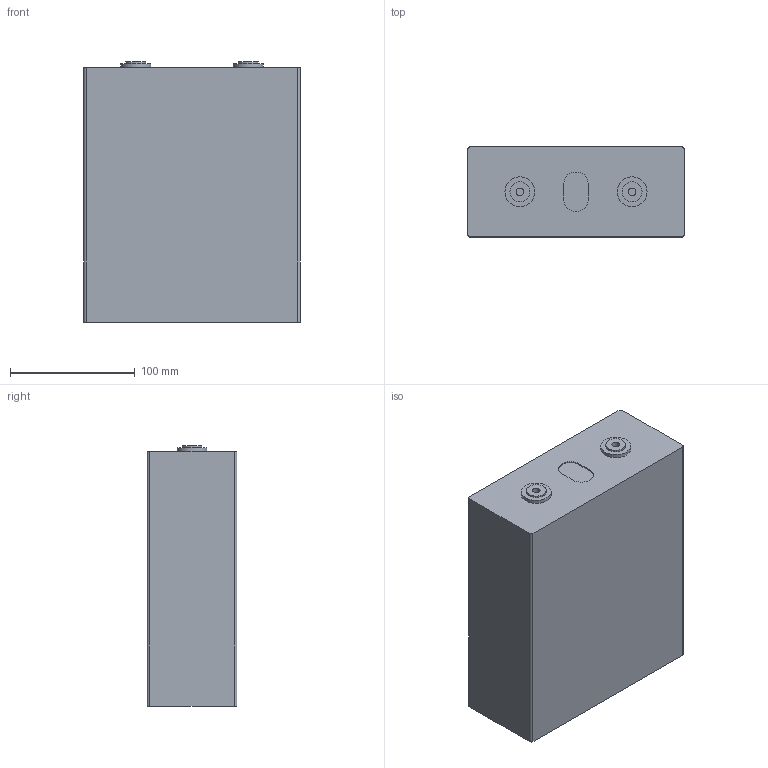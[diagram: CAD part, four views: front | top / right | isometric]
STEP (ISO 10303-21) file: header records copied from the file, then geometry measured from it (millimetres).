
FILE_DESCRIPTION(/* description */ (''),/* implementation_level */ '2;1');
FILE_NAME(/* name */ 'EVE 304Ah Cell.step',/* time_stamp */ '2022-08-05T17:24:07+02:00',/* author */ (''),/* organization */ (''),/* preprocessor_version */ 'ST-DEVELOPER v19',/* originating_system */ 'Autodesk Translation Framework v11.7.0.108',/* authorisation */ '');
FILE_SCHEMA (('AUTOMOTIVE_DESIGN { 1 0 10303 214 3 1 1 }'));
Length unit declared in the file: millimetre
Products named in the file (1): EVE 304Ah Cell
Bounding box: 173.5 x 72 x 208.8 mm (x, y, z)
Volume: 2555146.7 mm3; surface area: 125481.3 mm2
Topology: 1 solids, 1 shells, 31 faces, 66 edges, 44 vertices
Faces by surface type: plane 17, cylinder 14
Full cylindrical faces by diameter (mm): 6 x2, 16 x2, 24 x2
Entity records: 931 total; most frequent: DIRECTION 158, CARTESIAN_POINT 142, ORIENTED_EDGE 132, EDGE_CURVE 66, AXIS2_PLACEMENT_3D 60, VERTEX_POINT 44, EDGE_LOOP 38, LINE 38
